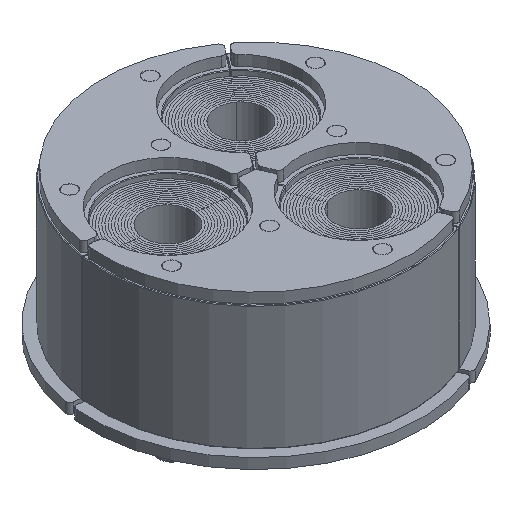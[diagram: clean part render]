
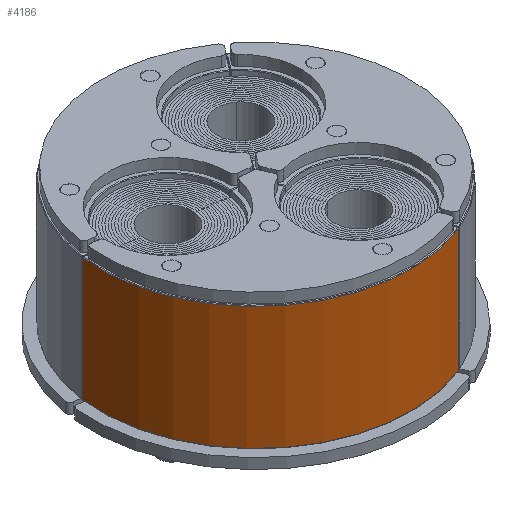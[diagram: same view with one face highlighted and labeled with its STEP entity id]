
A CAD part, isometric view. The second image highlights one B-rep face of the part: STEP entity #4186.
In plain terms, the highlighted cylindrical face has radius 75 mm (diameter 150 mm), a partial arc.
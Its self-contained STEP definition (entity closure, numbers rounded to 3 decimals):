
#3112=CARTESIAN_POINT('',(37.239,65.102,0.3));
#3113=VERTEX_POINT('',#3112);
#3122=CARTESIAN_POINT('',(-74.999,0.301,0.3));
#3123=VERTEX_POINT('',#3122);
#3131=CARTESIAN_POINT('',(0.0,0.0,0.3));
#3132=DIRECTION('',(0.0,0.0,-1.0));
#3133=DIRECTION('',(-0.5,0.866,0.0));
#3134=AXIS2_PLACEMENT_3D('',#3131,#3132,#3133);
#3135=CIRCLE('',#3134,75.);
#3136=EDGE_CURVE('',#3123,#3113,#3135,.T.);
#3780=CARTESIAN_POINT('',(-74.999,0.301,59.7));
#3781=VERTEX_POINT('',#3780);
#3790=CARTESIAN_POINT('',(37.239,65.102,59.7));
#3791=VERTEX_POINT('',#3790);
#3799=CARTESIAN_POINT('',(0.0,0.0,59.7));
#3800=DIRECTION('',(0.0,0.0,1.0));
#3801=DIRECTION('',(-0.5,0.866,0.0));
#3802=AXIS2_PLACEMENT_3D('',#3799,#3800,#3801);
#3803=CIRCLE('',#3802,75.);
#3804=EDGE_CURVE('',#3791,#3781,#3803,.T.);
#4147=CARTESIAN_POINT('',(37.239,65.102,0.3));
#4148=DIRECTION('',(0.0,0.0,1.0));
#4149=VECTOR('',#4148,59.4);
#4150=LINE('',#4147,#4149);
#4151=EDGE_CURVE('',#3113,#3791,#4150,.T.);
#4166=CARTESIAN_POINT('',(-74.999,0.301,59.7));
#4167=DIRECTION('',(0.0,0.0,-1.0));
#4168=VECTOR('',#4167,59.4);
#4169=LINE('',#4166,#4168);
#4170=EDGE_CURVE('',#3781,#3123,#4169,.T.);
#4175=CARTESIAN_POINT('',(0.0,0.0,0.0));
#4176=DIRECTION('',(0.0,0.0,1.0));
#4177=DIRECTION('',(0.5,0.866,0.0));
#4178=AXIS2_PLACEMENT_3D('',#4175,#4176,#4177);
#4179=CYLINDRICAL_SURFACE('',#4178,75.0);
#4180=ORIENTED_EDGE('',*,*,#3136,.F.);
#4181=ORIENTED_EDGE('',*,*,#4170,.F.);
#4182=ORIENTED_EDGE('',*,*,#3804,.F.);
#4183=ORIENTED_EDGE('',*,*,#4151,.F.);
#4184=EDGE_LOOP('',(#4180,#4181,#4182,#4183));
#4185=FACE_OUTER_BOUND('',#4184,.T.);
#4186=ADVANCED_FACE('',(#4185),#4179,.T.);
